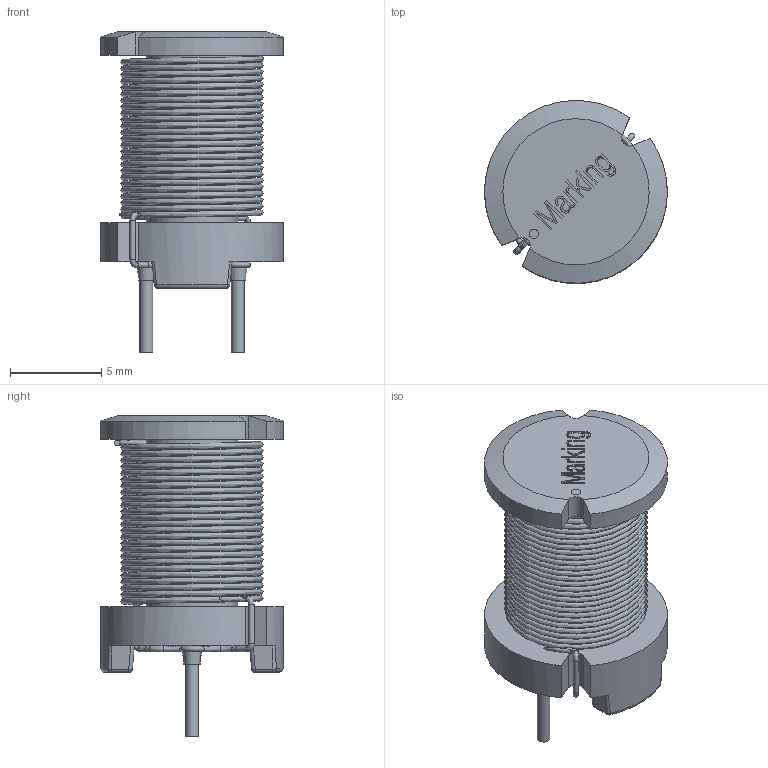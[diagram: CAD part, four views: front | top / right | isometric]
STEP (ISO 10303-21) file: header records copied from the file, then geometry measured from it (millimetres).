
FILE_DESCRIPTION(/* description */ ('Unknown'),/* implementation_level */ '2;1');
FILE_NAME(/* name */ 'L_Wurth_WE-TI_1014',/* time_stamp */ '2022-04-19T09:06:07+08:00',/* author */ ('Unknown'),/* organization */ ('Unknown'),/* preprocessor_version */ 'ST-DEVELOPER v16.7',/* originating_system */ 'Solid Edge',/* authorisation */ 'Unknown');
FILE_SCHEMA (('AP242_MANAGED_MODEL_BASED_3D_ENGINEERING_MIM_LF { 1 0 10303 442 1 1 4 }','AUTOMOTIVE_DESIGN {1 0 10303 214 3 1 1}'));
Length unit declared in the file: millimetre
Products named in the file (2): L_Wurth_WE-TI_1014
Assembly tree (1 placements, depth 2):
  L_Wurth_WE-TI_1014
    L_Wurth_WE-TI_1014
Bounding box: 10 x 9.99 x 17.55 mm (x, y, z)
Volume: 504.4 mm3; surface area: 1142.6 mm2
Topology: 2 solids, 3 shells, 171 faces, 426 edges, 266 vertices
Faces by surface type: plane 96, bspline 33, cylinder 28, sphere 8, cone 4, torus 2
Full cylindrical faces by diameter (mm): 0.301 x4, 0.5 x1, 0.7 x2, 5 x1
Entity records: 11751 total; most frequent: CARTESIAN_POINT 6897, ORIENTED_EDGE 752, DIRECTION 660, EDGE_CURVE 376, VERTEX_POINT 252, LINE 244, VECTOR 244, EDGE_LOOP 214
